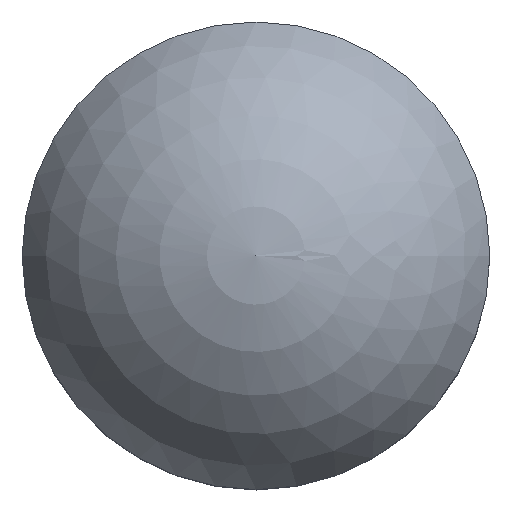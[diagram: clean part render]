
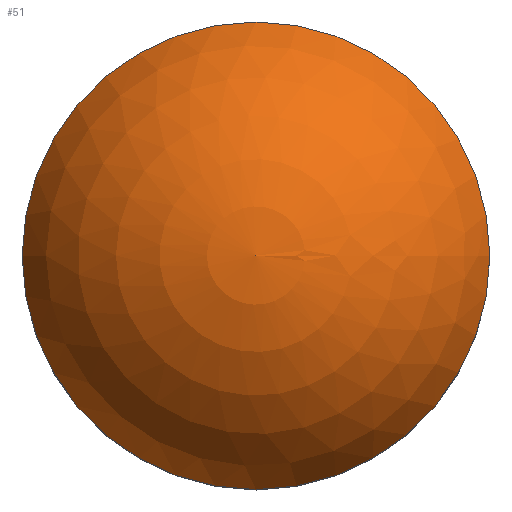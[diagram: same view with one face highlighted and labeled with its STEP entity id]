
A CAD part, top view. The second image highlights one B-rep face of the part: STEP entity #51.
In plain terms, the highlighted spherical face has radius 23.051 mm.
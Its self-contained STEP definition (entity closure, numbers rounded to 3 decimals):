
#43=SPHERICAL_SURFACE('',#97,23.051);
#45=FACE_OUTER_BOUND('',#67,.T.);
#51=ADVANCED_FACE('',(#45),#43,.T.);
#67=EDGE_LOOP('',(#75));
#75=ORIENTED_EDGE('',*,*,#81,.F.);
#77=VERTEX_POINT('',#122);
#81=EDGE_CURVE('',#77,#77,#85,.T.);
#85=CIRCLE('',#90,21.2);
#90=AXIS2_PLACEMENT_3D('',#121,#102,#103);
#97=AXIS2_PLACEMENT_3D('',#131,#116,#117);
#102=DIRECTION('',(0.,0.,-1.));
#103=DIRECTION('',(-1.,0.,0.));
#116=DIRECTION('',(0.,0.,-1.));
#117=DIRECTION('',(1.,0.,0.));
#121=CARTESIAN_POINT('',(0.,0.,20.));
#122=CARTESIAN_POINT('',(-21.2,0.,20.));
#131=CARTESIAN_POINT('',(0.,0.,10.949));
